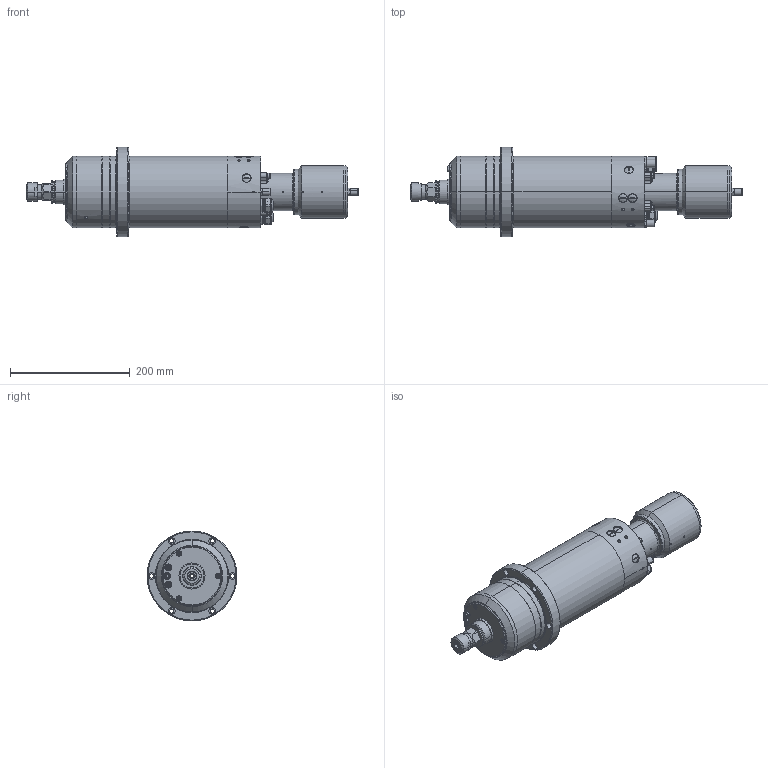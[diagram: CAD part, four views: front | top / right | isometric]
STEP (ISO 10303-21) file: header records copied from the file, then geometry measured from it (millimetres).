
FILE_DESCRIPTION (( 'STEP AP203' ), '1' );
FILE_NAME ('120A24FKP-00-.STEP', '2012-09-26T06:30:11', ( '' ), ( '' ), 'SwSTEP 2.0', 'SolidWorks 2012', '' );
FILE_SCHEMA (( 'CONFIG_CONTROL_DESIGN' ));
Length unit declared in the file: millimetre
Products named in the file (1): 120A24FKP-00-
Bounding box: 553.38 x 150 x 150 mm (x, y, z)
Surface area: 267267.5 mm2 (no closed solid volume)
Topology: 0 solids, 88 shells, 809 faces, 2471 edges, 1731 vertices
Faces by surface type: cylinder 332, plane 291, cone 114, torus 56, sphere 16
Entity records: 29727 total; most frequent: CARTESIAN_POINT 7062, DIRECTION 5174, ORIENTED_EDGE 3932, EDGE_CURVE 2442, AXIS2_PLACEMENT_3D 2062, VERTEX_POINT 1722, CIRCLE 1252, VECTOR 1050
